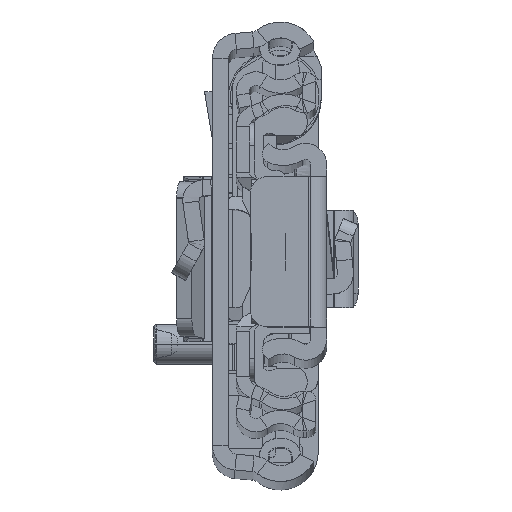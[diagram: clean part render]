
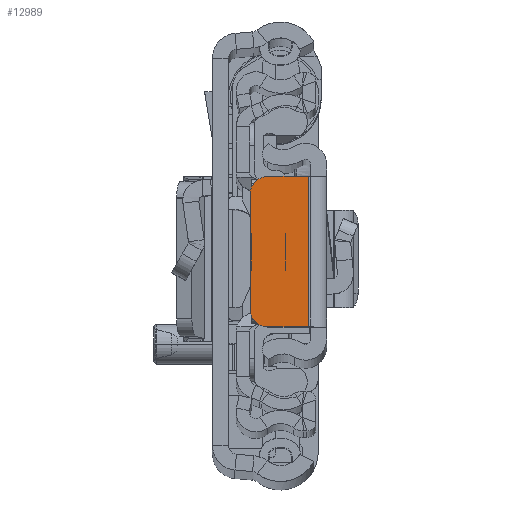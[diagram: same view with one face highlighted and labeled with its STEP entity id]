
A CAD part, top view. The second image highlights one B-rep face of the part: STEP entity #12989.
In plain terms, the highlighted planar face has unit normal (0, 0, 1).
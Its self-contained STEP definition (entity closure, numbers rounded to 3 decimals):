
#1939 = CIRCLE ( 'NONE', #16762, 2. ) ;
#1987 = CARTESIAN_POINT ( 'NONE',  ( 0., -8.5, 0. ) ) ;
#2117 = LINE ( 'NONE', #30522, #4643 ) ;
#2617 = ORIENTED_EDGE ( 'NONE', *, *, #34437, .T. ) ;
#3249 = EDGE_CURVE ( 'NONE', #4142, #24263, #2117, .T. ) ;
#4142 = VERTEX_POINT ( 'NONE', #29904 ) ;
#4244 = DIRECTION ( 'NONE',  ( 0., 0., 1. ) ) ;
#4643 = VECTOR ( 'NONE', #5479, 1000. ) ;
#4917 = CARTESIAN_POINT ( 'NONE',  ( -2.05, -8.5, 0. ) ) ;
#5333 = VECTOR ( 'NONE', #18421, 1000. ) ;
#5479 = DIRECTION ( 'NONE',  ( 0., -1., 0. ) ) ;
#5639 = ORIENTED_EDGE ( 'NONE', *, *, #24192, .T. ) ;
#5851 = DIRECTION ( 'NONE',  ( 0., 0., 1. ) ) ;
#6538 = EDGE_CURVE ( 'NONE', #21847, #30506, #1939, .T. ) ;
#7053 = VECTOR ( 'NONE', #19893, 1000. ) ;
#7175 = ORIENTED_EDGE ( 'NONE', *, *, #10341, .T. ) ;
#7187 = CIRCLE ( 'NONE', #17316, 2. ) ;
#8717 = LINE ( 'NONE', #1987, #5333 ) ;
#10122 = ORIENTED_EDGE ( 'NONE', *, *, #36275, .T. ) ;
#10341 = EDGE_CURVE ( 'NONE', #30506, #24263, #8717, .T. ) ;
#11409 = EDGE_LOOP ( 'NONE', ( #2617, #27869, #7175, #14971, #5639, #10122 ) ) ;
#11486 = CARTESIAN_POINT ( 'NONE',  ( -8.65, 6.5, 0. ) ) ;
#12989 = ADVANCED_FACE ( 'NONE', ( #29620 ), #19944, .F. ) ;
#13975 = VERTEX_POINT ( 'NONE', #17787 ) ;
#14971 = ORIENTED_EDGE ( 'NONE', *, *, #3249, .F. ) ;
#16177 = CARTESIAN_POINT ( 'NONE',  ( 0., 0., 0. ) ) ;
#16762 = AXIS2_PLACEMENT_3D ( 'NONE', #29913, #4244, #20875 ) ;
#17316 = AXIS2_PLACEMENT_3D ( 'NONE', #24605, #5851, #30692 ) ;
#17787 = CARTESIAN_POINT ( 'NONE',  ( -6.65, 8.5, 0. ) ) ;
#17828 = CARTESIAN_POINT ( 'NONE',  ( -6.65, -8.5, 0. ) ) ;
#18077 = LINE ( 'NONE', #34253, #36701 ) ;
#18421 = DIRECTION ( 'NONE',  ( 1., 0., 0. ) ) ;
#19893 = DIRECTION ( 'NONE',  ( -1., 0., 0. ) ) ;
#19944 = PLANE ( 'NONE',  #41065 ) ;
#20526 = CARTESIAN_POINT ( 'NONE',  ( -8.65, -6.5, 0. ) ) ;
#20875 = DIRECTION ( 'NONE',  ( -1., 0., 0. ) ) ;
#21847 = VERTEX_POINT ( 'NONE', #20526 ) ;
#24192 = EDGE_CURVE ( 'NONE', #4142, #13975, #26204, .T. ) ;
#24263 = VERTEX_POINT ( 'NONE', #4917 ) ;
#24605 = CARTESIAN_POINT ( 'NONE',  ( -6.65, 6.5, 0. ) ) ;
#26204 = LINE ( 'NONE', #39055, #7053 ) ;
#27869 = ORIENTED_EDGE ( 'NONE', *, *, #6538, .T. ) ;
#29005 = DIRECTION ( 'NONE',  ( 0., 0., -1. ) ) ;
#29620 = FACE_OUTER_BOUND ( 'NONE', #11409, .T. ) ;
#29904 = CARTESIAN_POINT ( 'NONE',  ( -2.05, 8.5, 0. ) ) ;
#29913 = CARTESIAN_POINT ( 'NONE',  ( -6.65, -6.5, 0. ) ) ;
#30506 = VERTEX_POINT ( 'NONE', #17828 ) ;
#30522 = CARTESIAN_POINT ( 'NONE',  ( -2.05, -8.5, 0. ) ) ;
#30692 = DIRECTION ( 'NONE',  ( -1., 0., 0. ) ) ;
#32542 = DIRECTION ( 'NONE',  ( -1., 0., 0. ) ) ;
#34253 = CARTESIAN_POINT ( 'NONE',  ( -8.65, 0., 0. ) ) ;
#34437 = EDGE_CURVE ( 'NONE', #41023, #21847, #18077, .T. ) ;
#36275 = EDGE_CURVE ( 'NONE', #13975, #41023, #7187, .T. ) ;
#36701 = VECTOR ( 'NONE', #39967, 1000. ) ;
#39055 = CARTESIAN_POINT ( 'NONE',  ( 0., 8.5, 0. ) ) ;
#39967 = DIRECTION ( 'NONE',  ( 0., -1., 0. ) ) ;
#41023 = VERTEX_POINT ( 'NONE', #11486 ) ;
#41065 = AXIS2_PLACEMENT_3D ( 'NONE', #16177, #29005, #32542 ) ;
